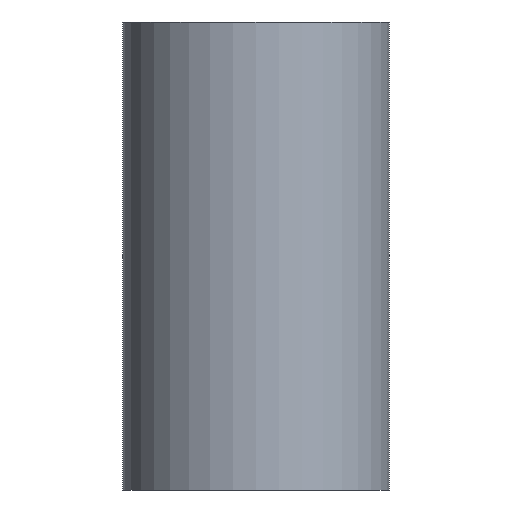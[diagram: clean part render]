
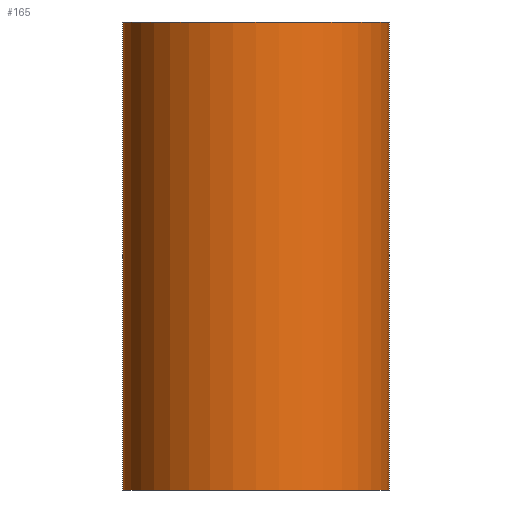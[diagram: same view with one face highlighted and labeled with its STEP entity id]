
A CAD part, left-side view. The second image highlights one B-rep face of the part: STEP entity #165.
In plain terms, the highlighted cylindrical face has radius 87 mm (diameter 174 mm), a full revolution.
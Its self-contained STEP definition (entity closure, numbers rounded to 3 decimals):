
#24=FACE_BOUND($,#66,.T.);
#25=FACE_BOUND($,#67,.T.);
#26=FACE_BOUND($,#68,.T.);
#44=CIRCLE($,#191,87.);
#45=CIRCLE($,#192,87.);
#66=EDGE_LOOP($,(#132,#133));
#67=EDGE_LOOP($,(#134));
#68=EDGE_LOOP($,(#135));
#89=ELLIPSE($,#189,123.037,87.);
#90=ELLIPSE($,#190,123.037,87.);
#98=VERTEX_POINT($,#286);
#99=VERTEX_POINT($,#287);
#100=VERTEX_POINT($,#290);
#101=VERTEX_POINT($,#292);
#114=EDGE_CURVE($,#98,#99,#89,.T.);
#115=EDGE_CURVE($,#98,#99,#90,.T.);
#116=EDGE_CURVE($,#100,#100,#44,.T.);
#117=EDGE_CURVE($,#101,#101,#45,.T.);
#132=ORIENTED_EDGE($,*,*,#114,.F.);
#133=ORIENTED_EDGE($,*,*,#115,.T.);
#134=ORIENTED_EDGE($,*,*,#116,.T.);
#135=ORIENTED_EDGE($,*,*,#117,.F.);
#158=CYLINDRICAL_SURFACE($,#188,87.);
#165=ADVANCED_FACE($,(#24,#25,#26),#158,.T.);
#188=AXIS2_PLACEMENT_3D($,#285,#229,#230);
#189=AXIS2_PLACEMENT_3D($,#288,#231,#232);
#190=AXIS2_PLACEMENT_3D($,#289,#233,#234);
#191=AXIS2_PLACEMENT_3D($,#291,#235,#236);
#192=AXIS2_PLACEMENT_3D($,#293,#237,#238);
#229=DIRECTION('center_axis',(0.,0.,1.));
#230=DIRECTION('ref_axis',(1.,0.,0.));
#231=DIRECTION('center_axis',(0.707,0.,0.707));
#232=DIRECTION('ref_axis',(-0.707,0.,0.707));
#233=DIRECTION('center_axis',(-0.707,0.,0.707));
#234=DIRECTION('ref_axis',(0.707,0.,0.707));
#235=DIRECTION('center_axis',(0.,0.,1.));
#236=DIRECTION('ref_axis',(1.,0.,0.));
#237=DIRECTION('center_axis',(0.,0.,1.));
#238=DIRECTION('ref_axis',(1.,0.,0.));
#285=CARTESIAN_POINT('Origin',(0.,0.,0.));
#286=CARTESIAN_POINT('',(0.,-87.,153.));
#287=CARTESIAN_POINT('',(0.,87.,153.));
#288=CARTESIAN_POINT('Origin',(0.,0.,153.));
#289=CARTESIAN_POINT('Origin',(0.,0.,153.));
#290=CARTESIAN_POINT('',(87.,0.,0.));
#291=CARTESIAN_POINT('Origin',(0.,0.,0.));
#292=CARTESIAN_POINT('',(-87.,0.,306.));
#293=CARTESIAN_POINT('Origin',(0.,0.,306.));
